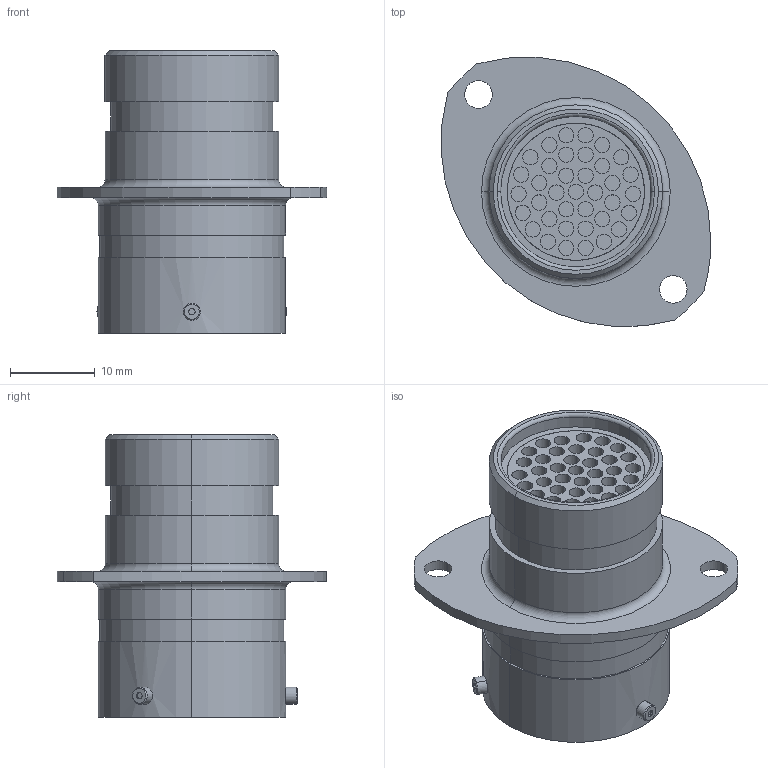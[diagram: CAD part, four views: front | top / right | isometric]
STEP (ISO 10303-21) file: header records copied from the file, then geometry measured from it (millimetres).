
FILE_DESCRIPTION (( 'STEP AP214' ), '1' );
FILE_NAME ('AS014-35SD.STEP', '2013-05-23T14:46:29', ( 'TE Connectivity' ), ( 'TE Connectivity' ), 'SwSTEP 2.0', 'SolidWorks 2011', '' );
FILE_SCHEMA (( 'AUTOMOTIVE_DESIGN' ));
Length unit declared in the file: inch
Products named in the file (1): AS014-35SD
Bounding box: 31.8 x 31.76 x 33.31 mm (x, y, z)
Volume: 9094.6 mm3; surface area: 12496.7 mm2
Topology: 9 solids, 9 shells, 686 faces, 1581 edges, 961 vertices
Faces by surface type: cylinder 249, torus 170, cone 168, plane 87, sphere 12
Entity records: 29234 total; most frequent: DIRECTION 4006, CARTESIAN_POINT 3481, ORIENTED_EDGE 3150, AXIS2_PLACEMENT_3D 1782, EDGE_CURVE 1575, CIRCLE 1095, VERTEX_POINT 961, EDGE_LOOP 904
